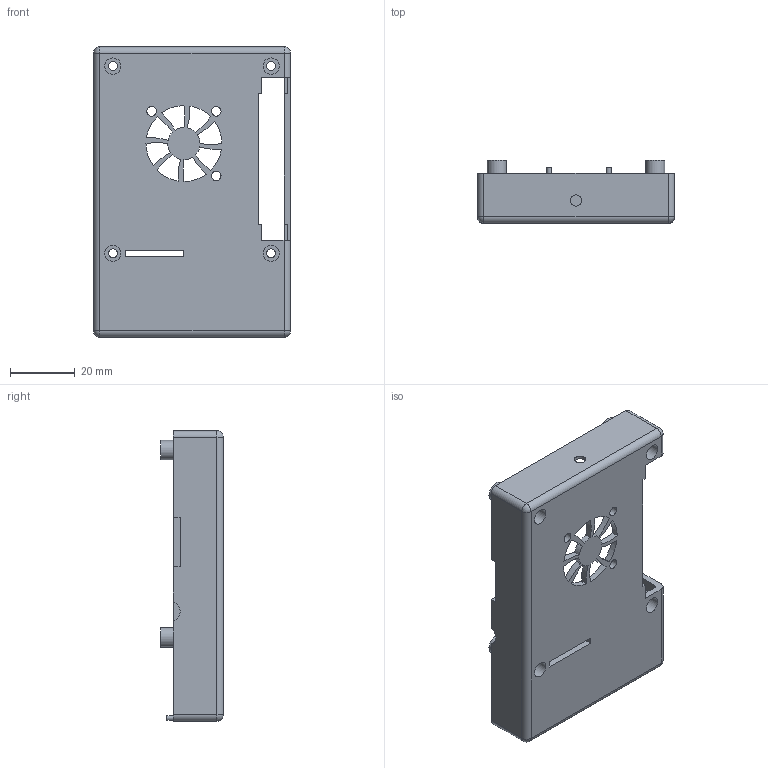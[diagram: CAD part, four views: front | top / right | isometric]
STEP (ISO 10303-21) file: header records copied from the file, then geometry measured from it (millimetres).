
FILE_DESCRIPTION(/* description */ (''),/* implementation_level */ '2;1');
FILE_NAME(/* name */ 'Deksel.stp',/* time_stamp */ '2017-02-21T10:57:34+01:00',/* author */ ('bartv'),/* organization */ (''),/* preprocessor_version */ 'ST-DEVELOPER v16.5',/* originating_system */ 'Autodesk Inventor 2017',/* authorisation */ '');
FILE_SCHEMA (('AUTOMOTIVE_DESIGN { 1 0 10303 214 3 1 1 }'));
Length unit declared in the file: millimetre
Products named in the file (1): Bodem
Bounding box: 61 x 19.44 x 90 mm (x, y, z)
Volume: 15751.6 mm3; surface area: 19028.6 mm2
Topology: 1 solids, 1 shells, 148 faces, 387 edges, 247 vertices
Faces by surface type: plane 71, cylinder 69, sphere 8
Full cylindrical faces by diameter (mm): 1.5 x2, 2.75 x4, 3 x3, 3.5 x1, 5 x4, 6 x4
Entity records: 4541 total; most frequent: DIRECTION 805, CARTESIAN_POINT 761, ORIENTED_EDGE 734, EDGE_CURVE 367, AXIS2_PLACEMENT_3D 289, VERTEX_POINT 245, LINE 227, VECTOR 227
